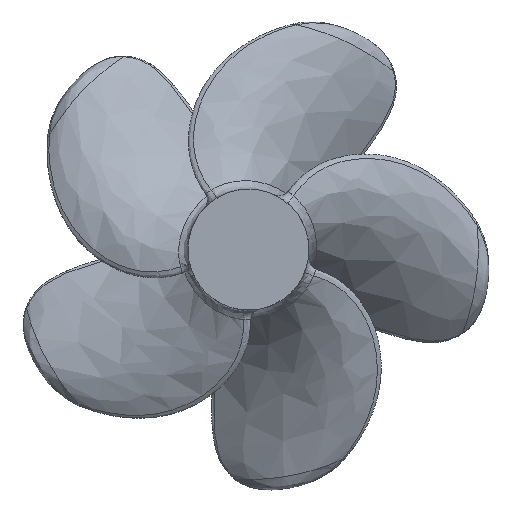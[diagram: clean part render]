
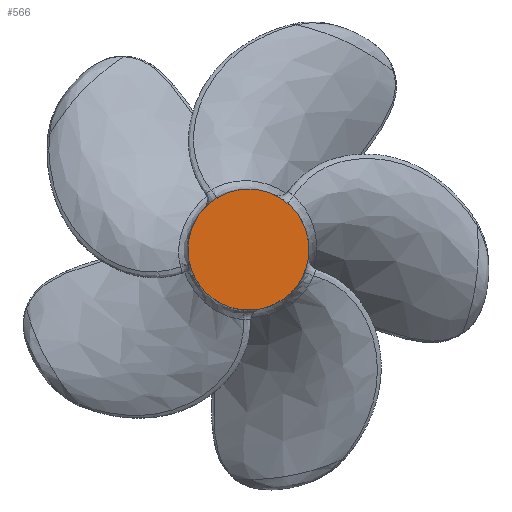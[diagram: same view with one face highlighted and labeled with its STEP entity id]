
A CAD part, top view. The second image highlights one B-rep face of the part: STEP entity #566.
In plain terms, the highlighted free-form (B-spline) face has degree [1, 1] with [2, 2] control points.
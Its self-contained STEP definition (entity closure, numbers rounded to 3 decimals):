
#320 = VERTEX_POINT('',#321);
#321 = CARTESIAN_POINT('',(-24.881,-76.574,
    161.03));
#328 = EDGE_CURVE('',#329,#320,#331,.T.);
#329 = VERTEX_POINT('',#330);
#330 = CARTESIAN_POINT('',(-80.515,0.,161.03));
#331 = ( BOUNDED_CURVE() B_SPLINE_CURVE(2,(#332,#333,#334),
.UNSPECIFIED.,.F.,.F.) B_SPLINE_CURVE_WITH_KNOTS((3,3),(0.,
0.197),.PIECEWISE_BEZIER_KNOTS.) CURVE() 
GEOMETRIC_REPRESENTATION_ITEM() RATIONAL_B_SPLINE_CURVE((1.,
0.769,0.903)) REPRESENTATION_ITEM('') );
#332 = CARTESIAN_POINT('',(-80.515,0.,161.03));
#333 = CARTESIAN_POINT('',(-80.515,-58.498,
    161.03));
#334 = CARTESIAN_POINT('',(-24.881,-76.574,
    161.03));
#566 = ADVANCED_FACE('',(#567),#606,.F.);
#567 = FACE_BOUND('',#568,.F.);
#568 = EDGE_LOOP('',(#569,#570,#578,#588,#598));
#569 = ORIENTED_EDGE('',*,*,#328,.F.);
#570 = ORIENTED_EDGE('',*,*,#571,.F.);
#571 = EDGE_CURVE('',#572,#329,#574,.T.);
#572 = VERTEX_POINT('',#573);
#573 = CARTESIAN_POINT('',(-24.881,76.574,
    161.03));
#574 = ( BOUNDED_CURVE() B_SPLINE_CURVE(2,(#575,#576,#577),
.UNSPECIFIED.,.F.,.F.) B_SPLINE_CURVE_WITH_KNOTS((3,3),(0.803,
1.),.PIECEWISE_BEZIER_KNOTS.) CURVE() GEOMETRIC_REPRESENTATION_ITEM() 
RATIONAL_B_SPLINE_CURVE((0.903,0.769,1.)) 
REPRESENTATION_ITEM('') );
#575 = CARTESIAN_POINT('',(-24.881,76.574,
    161.03));
#576 = CARTESIAN_POINT('',(-80.515,58.498,
    161.03));
#577 = CARTESIAN_POINT('',(-80.515,0.,161.03));
#578 = ORIENTED_EDGE('',*,*,#579,.F.);
#579 = EDGE_CURVE('',#580,#572,#582,.T.);
#580 = VERTEX_POINT('',#581);
#581 = CARTESIAN_POINT('',(65.138,47.326,
    161.03));
#582 = ( BOUNDED_CURVE() B_SPLINE_CURVE(2,(#583,#584,#585,#586,#587),
.UNSPECIFIED.,.F.,.F.) B_SPLINE_CURVE_WITH_KNOTS((3,2,3),(0.601,
0.75,0.803),.UNSPECIFIED.) CURVE() 
GEOMETRIC_REPRESENTATION_ITEM() RATIONAL_B_SPLINE_CURVE((0.859,
0.826,1.,0.938,0.903)) REPRESENTATION_ITEM('') 
  );
#583 = CARTESIAN_POINT('',(65.138,47.326,
    161.03));
#584 = CARTESIAN_POINT('',(41.025,80.515,
    161.03));
#585 = CARTESIAN_POINT('',(0.,80.515,161.03));
#586 = CARTESIAN_POINT('',(-12.752,80.515,
    161.03));
#587 = CARTESIAN_POINT('',(-24.881,76.574,
    161.03));
#588 = ORIENTED_EDGE('',*,*,#589,.F.);
#589 = EDGE_CURVE('',#590,#580,#592,.T.);
#590 = VERTEX_POINT('',#591);
#591 = CARTESIAN_POINT('',(65.138,-47.326,
    161.03));
#592 = ( BOUNDED_CURVE() B_SPLINE_CURVE(2,(#593,#594,#595,#596,#597),
.UNSPECIFIED.,.F.,.F.) B_SPLINE_CURVE_WITH_KNOTS((3,2,3),(0.399,
0.5,0.601),.PIECEWISE_BEZIER_KNOTS.) CURVE() 
GEOMETRIC_REPRESENTATION_ITEM() RATIONAL_B_SPLINE_CURVE((0.859,
    0.881,1.,0.881,0.859)) 
REPRESENTATION_ITEM('') );
#593 = CARTESIAN_POINT('',(65.138,-47.326,
    161.03));
#594 = CARTESIAN_POINT('',(80.515,-26.161,
    161.03));
#595 = CARTESIAN_POINT('',(80.515,0.,161.03));
#596 = CARTESIAN_POINT('',(80.515,26.161,
    161.03));
#597 = CARTESIAN_POINT('',(65.138,47.326,
    161.03));
#598 = ORIENTED_EDGE('',*,*,#599,.F.);
#599 = EDGE_CURVE('',#320,#590,#600,.T.);
#600 = ( BOUNDED_CURVE() B_SPLINE_CURVE(2,(#601,#602,#603,#604,#605),
.UNSPECIFIED.,.F.,.F.) B_SPLINE_CURVE_WITH_KNOTS((3,2,3),(0.197
,0.25,0.399),.UNSPECIFIED.) CURVE() GEOMETRIC_REPRESENTATION_ITEM(
) RATIONAL_B_SPLINE_CURVE((0.903,0.938,1.,0.826
,0.859)) REPRESENTATION_ITEM('') );
#601 = CARTESIAN_POINT('',(-24.881,-76.574,
    161.03));
#602 = CARTESIAN_POINT('',(-12.752,-80.515,
    161.03));
#603 = CARTESIAN_POINT('',(0.,-80.515,161.03));
#604 = CARTESIAN_POINT('',(41.025,-80.515,
    161.03));
#605 = CARTESIAN_POINT('',(65.138,-47.326,
    161.03));
#606 = B_SPLINE_SURFACE_WITH_KNOTS('',1,1,(
    (#607,#608)
    ,(#609,#610
    )),.UNSPECIFIED.,.F.,.F.,.F.,(2,2),(2,2),(41.673,
    191.673),(41.673,191.673),
  .PIECEWISE_BEZIER_KNOTS.);
#607 = CARTESIAN_POINT('',(80.515,-80.515,
    161.03));
#608 = CARTESIAN_POINT('',(80.515,80.515,
    161.03));
#609 = CARTESIAN_POINT('',(-80.515,-80.515,
    161.03));
#610 = CARTESIAN_POINT('',(-80.515,80.515,
    161.03));
